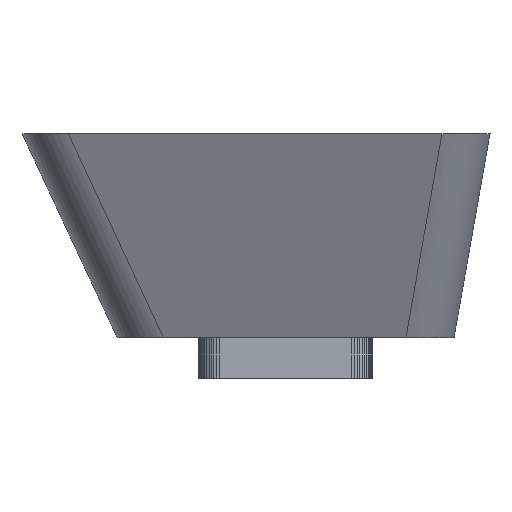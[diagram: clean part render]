
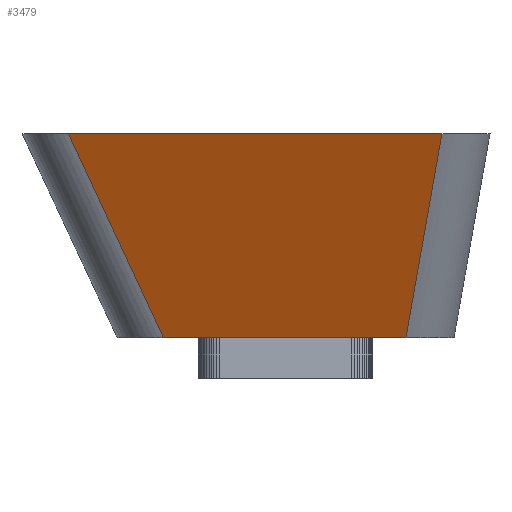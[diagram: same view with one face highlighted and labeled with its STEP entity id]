
A CAD part, left-side view. The second image highlights one B-rep face of the part: STEP entity #3479.
In plain terms, the highlighted planar face has unit normal (-0.906, 0, -0.423).
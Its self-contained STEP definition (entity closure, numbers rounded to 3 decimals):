
#41=FACE_OUTER_BOUND('',#221,.T.);
#221=EDGE_LOOP('',(#2481,#2482,#2483,#2484));
#435=LINE('',#4819,#943);
#591=LINE('',#5135,#1099);
#592=LINE('',#5137,#1100);
#593=LINE('',#5138,#1101);
#943=VECTOR('',#3907,10.);
#1099=VECTOR('',#4073,10.);
#1100=VECTOR('',#4074,10.);
#1101=VECTOR('',#4075,10.);
#1447=VERTEX_POINT('',#4815);
#1449=VERTEX_POINT('',#4818);
#1604=VERTEX_POINT('',#5134);
#1605=VERTEX_POINT('',#5136);
#1796=EDGE_CURVE('',#1447,#1449,#435,.T.);
#1955=EDGE_CURVE('',#1604,#1447,#591,.T.);
#1956=EDGE_CURVE('',#1604,#1605,#592,.F.);
#1957=EDGE_CURVE('',#1449,#1605,#593,.T.);
#2481=ORIENTED_EDGE('',*,*,#1955,.F.);
#2482=ORIENTED_EDGE('',*,*,#1956,.T.);
#2483=ORIENTED_EDGE('',*,*,#1957,.F.);
#2484=ORIENTED_EDGE('',*,*,#1796,.F.);
#3307=PLANE('',#3673);
#3479=ADVANCED_FACE('',(#41),#3307,.T.);
#3673=AXIS2_PLACEMENT_3D('',#5133,#4071,#4072);
#3907=DIRECTION('',(0.,1.,0.));
#4071=DIRECTION('center_axis',(-0.906,0.,-0.423));
#4072=DIRECTION('ref_axis',(0.,-1.,0.));
#4073=DIRECTION('',(0.417,0.158,-0.895));
#4074=DIRECTION('',(0.,-1.,0.));
#4075=DIRECTION('',(-0.389,0.389,0.835));
#4815=CARTESIAN_POINT('',(-25.641,-0.167,42.165));
#4818=CARTESIAN_POINT('',(-25.641,23.597,42.165));
#4819=CARTESIAN_POINT('',(-25.641,-4.871,42.165));
#5133=CARTESIAN_POINT('Origin',(-25.641,24.129,42.165));
#5134=CARTESIAN_POINT('',(-34.967,-3.693,62.165));
#5135=CARTESIAN_POINT('',(-24.648,0.209,40.035));
#5136=CARTESIAN_POINT('',(-34.967,32.923,62.165));
#5137=CARTESIAN_POINT('',(-34.967,17.879,62.165));
#5138=CARTESIAN_POINT('',(-20.546,18.503,31.24));
